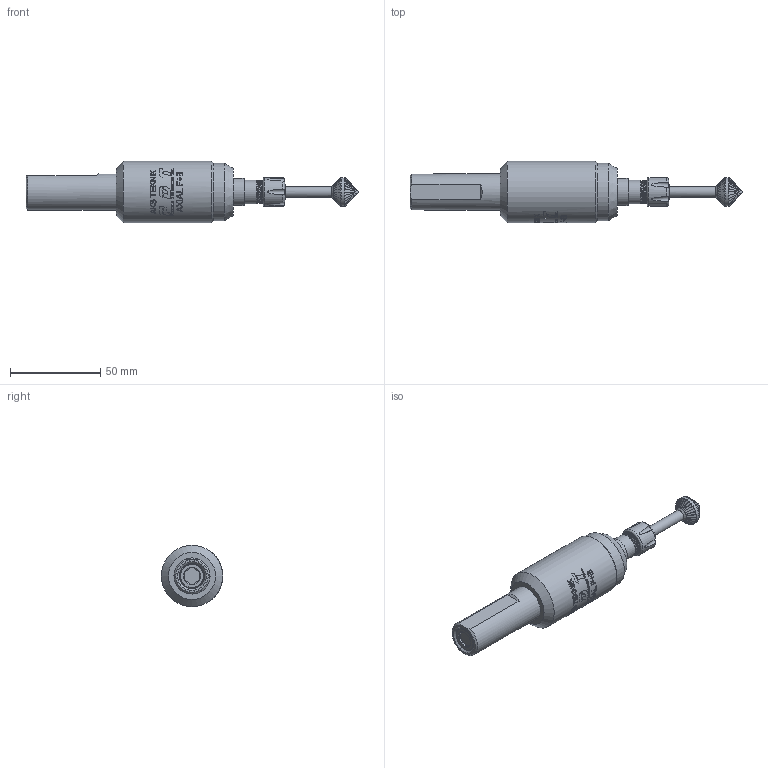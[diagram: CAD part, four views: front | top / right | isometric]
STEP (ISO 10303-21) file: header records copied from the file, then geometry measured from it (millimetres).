
FILE_DESCRIPTION(/* description */ (''),/* implementation_level */ '2;1');
FILE_NAME(/* name */ 'F+B Assembly ER11.step',/* time_stamp */ '2026-03-15T17:01:16+03:00',/* author */ (''),/* organization */ (''),/* preprocessor_version */ 'ST-DEVELOPER v20.1',/* originating_system */ 'Autodesk Translation Framework v14.24.0.0',/* authorisation */ '');
FILE_SCHEMA (('AUTOMOTIVE_DESIGN { 1 0 10303 214 3 1 1 }'));
Length unit declared in the file: millimetre
Products named in the file (1): F+B Assembly ER11
Bounding box: 184.2 x 34 x 34 mm (x, y, z)
Volume: 77895.1 mm3; surface area: 16463.2 mm2
Topology: 1 solids, 1 shells, 994 faces, 2759 edges, 1815 vertices
Faces by surface type: plane 509, bspline 326, cylinder 126, cone 26, torus 7
Full cylindrical faces by diameter (mm): 5.035 x1, 6 x2, 8 x1, 11 x1, 11.5 x2, 12.044 x5, 12.908 x4, 13.3 x1, 14 x1, 15 x1, 16 x2, 20 x1, 32 x1, 34 x1
Entity records: 43249 total; most frequent: CARTESIAN_POINT 19666, ORIENTED_EDGE 5518, DIRECTION 3996, EDGE_CURVE 2759, VERTEX_POINT 1815, AXIS2_PLACEMENT_3D 1335, LINE 1326, VECTOR 1326
